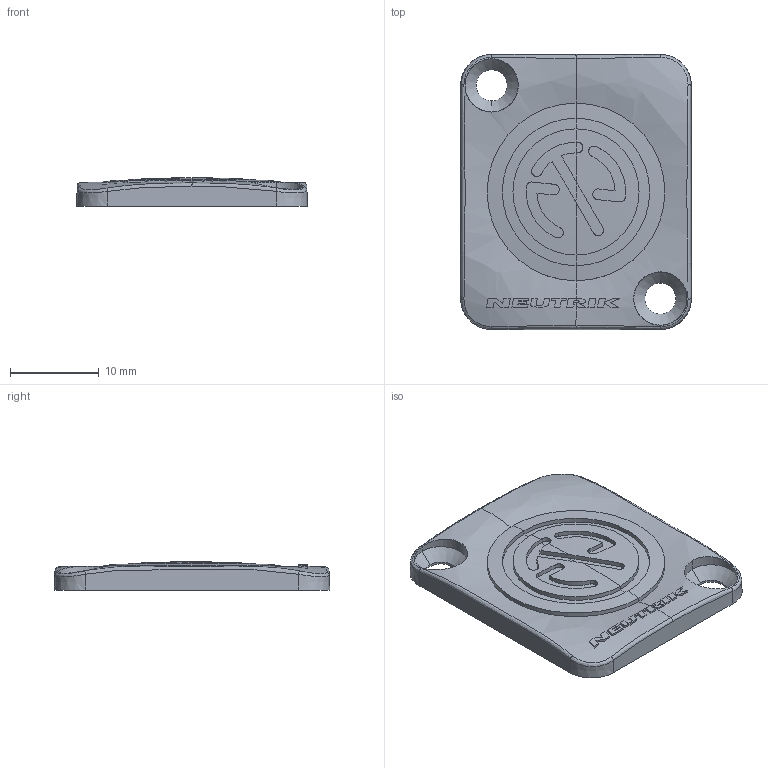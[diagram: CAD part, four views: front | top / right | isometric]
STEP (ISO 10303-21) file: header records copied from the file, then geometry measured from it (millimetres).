
FILE_DESCRIPTION((''),'2;1');
FILE_NAME('DBA-BL','2024-06-24T10:25:12',('phk'),(''),'CREO PARAMETRIC BY PTC INC, 2023424','CREO PARAMETRIC BY PTC INC, 2023424','');
FILE_SCHEMA(('AUTOMOTIVE_DESIGN { 1 0 10303 214 1 1 1 1 }'));
Length unit declared in the file: millimetre
Products named in the file (1): DBA-BL
Bounding box: 26 x 31 x 3.2 mm (x, y, z)
Volume: 1116.4 mm3; surface area: 2108.3 mm2
Topology: 1 solids, 1 shells, 174 faces, 463 edges, 301 vertices
Faces by surface type: plane 75, cylinder 42, bspline 21, sphere 12, cone 8, extrusion 8, torus 8
Entity records: 7417 total; most frequent: CARTESIAN_POINT 3136, ORIENTED_EDGE 916, DIRECTION 714, EDGE_CURVE 458, VERTEX_POINT 295, AXIS2_PLACEMENT_3D 280, COLOUR_RGB 212, B_SPLINE_CURVE_WITH_KNOTS 190
